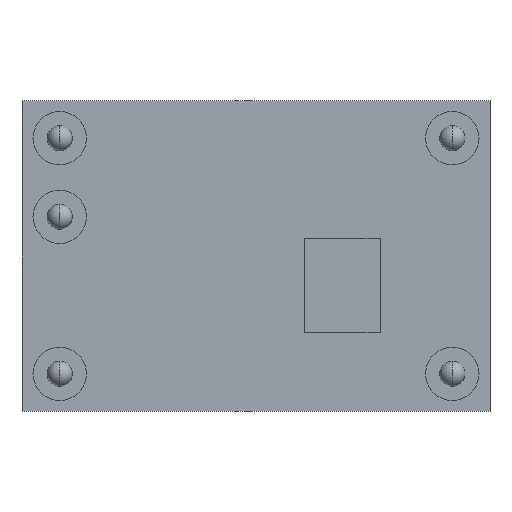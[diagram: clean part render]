
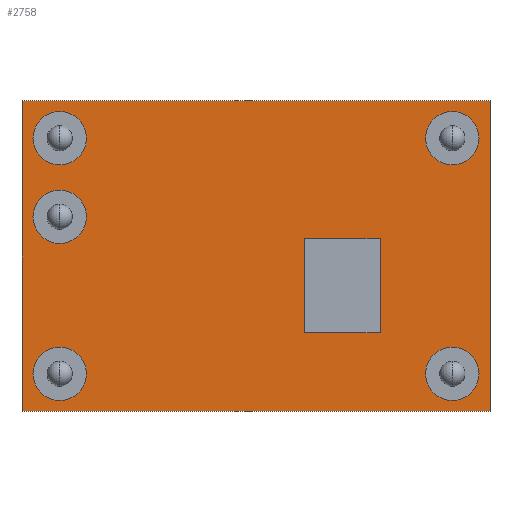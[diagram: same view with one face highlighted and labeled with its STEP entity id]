
A CAD part, front view. The second image highlights one B-rep face of the part: STEP entity #2758.
In plain terms, the highlighted planar face has unit normal (0, -1, 0).
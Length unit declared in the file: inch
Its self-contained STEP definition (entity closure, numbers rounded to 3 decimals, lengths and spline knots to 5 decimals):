
#9 = CARTESIAN_POINT ( 'NONE',  ( -0.3125, 0.06, 0.1875 ) ) ;
#13 = DIRECTION ( 'NONE',  ( 0., 0., 1. ) ) ;
#16 = DIRECTION ( 'NONE',  ( 0., 1., 0. ) ) ;
#29 = VERTEX_POINT ( 'NONE', #2769 ) ;
#54 = EDGE_CURVE ( 'NONE', #29, #820, #3383, .T. ) ;
#67 = CARTESIAN_POINT ( 'NONE',  ( -0.3125, 0.06, 0.165 ) ) ;
#73 = VECTOR ( 'NONE', #3712, 39.37008 ) ;
#78 = EDGE_LOOP ( 'NONE', ( #3599, #3737 ) ) ;
#97 = CARTESIAN_POINT ( 'NONE',  ( -0.3725, 0.06, -0.2475 ) ) ;
#109 = CARTESIAN_POINT ( 'NONE',  ( -0.3125, 0.06, -0.1875 ) ) ;
#140 = VERTEX_POINT ( 'NONE', #3421 ) ;
#223 = LINE ( 'NONE', #1627, #1638 ) ;
#236 = ORIENTED_EDGE ( 'NONE', *, *, #1479, .T. ) ;
#306 = CIRCLE ( 'NONE', #327, 0.0225 ) ;
#324 = DIRECTION ( 'NONE',  ( 0., -1., 0. ) ) ;
#327 = AXIS2_PLACEMENT_3D ( 'NONE', #9, #880, #1185 ) ;
#350 = EDGE_CURVE ( 'NONE', #356, #29, #767, .T. ) ;
#351 = CARTESIAN_POINT ( 'NONE',  ( -0.3125, 0.06, 0.04 ) ) ;
#354 = DIRECTION ( 'NONE',  ( 0., 0., 1. ) ) ;
#356 = VERTEX_POINT ( 'NONE', #97 ) ;
#375 = AXIS2_PLACEMENT_3D ( 'NONE', #580, #836, #1146 ) ;
#379 = AXIS2_PLACEMENT_3D ( 'NONE', #2913, #892, #1158 ) ;
#496 = EDGE_LOOP ( 'NONE', ( #3699, #2574 ) ) ;
#534 = DIRECTION ( 'NONE',  ( 0., 1., 0. ) ) ;
#566 = CIRCLE ( 'NONE', #696, 0.0225 ) ;
#580 = CARTESIAN_POINT ( 'NONE',  ( 0.3125, 0.06, -0.1875 ) ) ;
#637 = ORIENTED_EDGE ( 'NONE', *, *, #3020, .T. ) ;
#696 = AXIS2_PLACEMENT_3D ( 'NONE', #735, #1050, #1056 ) ;
#712 = ORIENTED_EDGE ( 'NONE', *, *, #350, .F. ) ;
#735 = CARTESIAN_POINT ( 'NONE',  ( -0.3125, 0.06, 0.1875 ) ) ;
#767 = LINE ( 'NONE', #998, #992 ) ;
#820 = VERTEX_POINT ( 'NONE', #3307 ) ;
#836 = DIRECTION ( 'NONE',  ( 0., 1., 0. ) ) ;
#841 = VERTEX_POINT ( 'NONE', #1047 ) ;
#850 = CIRCLE ( 'NONE', #3413, 0.0225 ) ;
#870 = EDGE_CURVE ( 'NONE', #1587, #356, #223, .T. ) ;
#880 = DIRECTION ( 'NONE',  ( 0., 1., 0. ) ) ;
#892 = DIRECTION ( 'NONE',  ( 0., 1., 0. ) ) ;
#987 = AXIS2_PLACEMENT_3D ( 'NONE', #2081, #3533, #354 ) ;
#992 = VECTOR ( 'NONE', #3620, 39.37008 ) ;
#997 = ORIENTED_EDGE ( 'NONE', *, *, #3549, .T. ) ;
#998 = CARTESIAN_POINT ( 'NONE',  ( -0.3725, 0.06, 0.2475 ) ) ;
#1047 = CARTESIAN_POINT ( 'NONE',  ( -0.3125, 0.06, -0.21 ) ) ;
#1050 = DIRECTION ( 'NONE',  ( 0., 1., 0. ) ) ;
#1056 = DIRECTION ( 'NONE',  ( 0., 0., 1. ) ) ;
#1120 = ORIENTED_EDGE ( 'NONE', *, *, #54, .F. ) ;
#1146 = DIRECTION ( 'NONE',  ( 0., 0., 1. ) ) ;
#1158 = DIRECTION ( 'NONE',  ( 0., 0., 1. ) ) ;
#1185 = DIRECTION ( 'NONE',  ( 0., 0., 1. ) ) ;
#1295 = CIRCLE ( 'NONE', #1534, 0.0225 ) ;
#1327 = EDGE_CURVE ( 'NONE', #820, #1587, #1811, .T. ) ;
#1418 = CARTESIAN_POINT ( 'NONE',  ( 0.3125, 0.06, 0.165 ) ) ;
#1438 = VERTEX_POINT ( 'NONE', #1700 ) ;
#1451 = VERTEX_POINT ( 'NONE', #1418 ) ;
#1479 = EDGE_CURVE ( 'NONE', #2260, #3464, #306, .T. ) ;
#1507 = EDGE_CURVE ( 'NONE', #3577, #1451, #1295, .T. ) ;
#1534 = AXIS2_PLACEMENT_3D ( 'NONE', #2924, #16, #3254 ) ;
#1562 = CARTESIAN_POINT ( 'NONE',  ( 0.3125, 0.06, 0.21 ) ) ;
#1587 = VERTEX_POINT ( 'NONE', #3596 ) ;
#1592 = ORIENTED_EDGE ( 'NONE', *, *, #870, .F. ) ;
#1595 = EDGE_LOOP ( 'NONE', ( #3527, #3056 ) ) ;
#1627 = CARTESIAN_POINT ( 'NONE',  ( -0.3725, 0.06, -0.2475 ) ) ;
#1638 = VECTOR ( 'NONE', #2244, 39.37008 ) ;
#1641 = CARTESIAN_POINT ( 'NONE',  ( -0.3125, 0.06, 0.21 ) ) ;
#1658 = VECTOR ( 'NONE', #1898, 39.37008 ) ;
#1661 = FACE_BOUND ( 'NONE', #2789, .T. ) ;
#1687 = EDGE_CURVE ( 'NONE', #1438, #2697, #3138, .T. ) ;
#1700 = CARTESIAN_POINT ( 'NONE',  ( 0.3125, 0.06, -0.21 ) ) ;
#1811 = LINE ( 'NONE', #3416, #73 ) ;
#1838 = DIRECTION ( 'NONE',  ( 0., 1., 0. ) ) ;
#1898 = DIRECTION ( 'NONE',  ( 1., 0., 0. ) ) ;
#1939 = CIRCLE ( 'NONE', #375, 0.0225 ) ;
#2032 = CIRCLE ( 'NONE', #987, 0.0225 ) ;
#2062 = PLANE ( 'NONE',  #3343 ) ;
#2081 = CARTESIAN_POINT ( 'NONE',  ( -0.3125, 0.06, -0.1875 ) ) ;
#2118 = DIRECTION ( 'NONE',  ( 0., 0., 1. ) ) ;
#2244 = DIRECTION ( 'NONE',  ( -1., 0., 0. ) ) ;
#2249 = EDGE_CURVE ( 'NONE', #2697, #1438, #1939, .T. ) ;
#2260 = VERTEX_POINT ( 'NONE', #1641 ) ;
#2337 = AXIS2_PLACEMENT_3D ( 'NONE', #3124, #534, #13 ) ;
#2338 = EDGE_CURVE ( 'NONE', #140, #841, #2032, .T. ) ;
#2370 = EDGE_CURVE ( 'NONE', #841, #140, #3763, .T. ) ;
#2386 = FACE_OUTER_BOUND ( 'NONE', #2894, .T. ) ;
#2425 = FACE_BOUND ( 'NONE', #1595, .T. ) ;
#2427 = DIRECTION ( 'NONE',  ( 0., 0., 1. ) ) ;
#2447 = ORIENTED_EDGE ( 'NONE', *, *, #1507, .T. ) ;
#2469 = CARTESIAN_POINT ( 'NONE',  ( 0.3125, 0.06, 0.1875 ) ) ;
#2474 = CARTESIAN_POINT ( 'NONE',  ( -0.3125, 0.06, 0.085 ) ) ;
#2574 = ORIENTED_EDGE ( 'NONE', *, *, #2249, .T. ) ;
#2667 = FACE_BOUND ( 'NONE', #2849, .T. ) ;
#2697 = VERTEX_POINT ( 'NONE', #3117 ) ;
#2704 = CIRCLE ( 'NONE', #2337, 0.0225 ) ;
#2758 = ADVANCED_FACE ( 'NONE', ( #1661, #3214, #2386, #3708, #2425, #2667 ), #2062, .T. ) ;
#2769 = CARTESIAN_POINT ( 'NONE',  ( -0.3725, 0.06, 0.2475 ) ) ;
#2789 = EDGE_LOOP ( 'NONE', ( #997, #2447 ) ) ;
#2822 = VERTEX_POINT ( 'NONE', #351 ) ;
#2849 = EDGE_LOOP ( 'NONE', ( #637, #236 ) ) ;
#2894 = EDGE_LOOP ( 'NONE', ( #3644, #1120, #712, #1592 ) ) ;
#2913 = CARTESIAN_POINT ( 'NONE',  ( 0.3125, 0.06, -0.1875 ) ) ;
#2924 = CARTESIAN_POINT ( 'NONE',  ( 0.3125, 0.06, 0.1875 ) ) ;
#2944 = AXIS2_PLACEMENT_3D ( 'NONE', #109, #3297, #2118 ) ;
#3006 = CARTESIAN_POINT ( 'NONE',  ( -0.3125, 0.06, 0.0625 ) ) ;
#3020 = EDGE_CURVE ( 'NONE', #3464, #2260, #566, .T. ) ;
#3056 = ORIENTED_EDGE ( 'NONE', *, *, #3505, .T. ) ;
#3117 = CARTESIAN_POINT ( 'NONE',  ( 0.3125, 0.06, -0.165 ) ) ;
#3124 = CARTESIAN_POINT ( 'NONE',  ( -0.3125, 0.06, 0.0625 ) ) ;
#3138 = CIRCLE ( 'NONE', #379, 0.0225 ) ;
#3176 = AXIS2_PLACEMENT_3D ( 'NONE', #3006, #3289, #2427 ) ;
#3214 = FACE_BOUND ( 'NONE', #496, .T. ) ;
#3249 = EDGE_CURVE ( 'NONE', #2822, #3270, #2704, .T. ) ;
#3254 = DIRECTION ( 'NONE',  ( 0., 0., 1. ) ) ;
#3270 = VERTEX_POINT ( 'NONE', #2474 ) ;
#3285 = CARTESIAN_POINT ( 'NONE',  ( 0., 0.06, 0. ) ) ;
#3289 = DIRECTION ( 'NONE',  ( 0., 1., 0. ) ) ;
#3297 = DIRECTION ( 'NONE',  ( 0., 1., 0. ) ) ;
#3307 = CARTESIAN_POINT ( 'NONE',  ( 0.3725, 0.06, 0.2475 ) ) ;
#3343 = AXIS2_PLACEMENT_3D ( 'NONE', #3285, #324, #3517 ) ;
#3359 = CIRCLE ( 'NONE', #3176, 0.0225 ) ;
#3383 = LINE ( 'NONE', #3658, #1658 ) ;
#3413 = AXIS2_PLACEMENT_3D ( 'NONE', #2469, #1838, #3618 ) ;
#3416 = CARTESIAN_POINT ( 'NONE',  ( 0.3725, 0.06, 0.2475 ) ) ;
#3421 = CARTESIAN_POINT ( 'NONE',  ( -0.3125, 0.06, -0.165 ) ) ;
#3464 = VERTEX_POINT ( 'NONE', #67 ) ;
#3505 = EDGE_CURVE ( 'NONE', #3270, #2822, #3359, .T. ) ;
#3517 = DIRECTION ( 'NONE',  ( 0., 0., -1. ) ) ;
#3527 = ORIENTED_EDGE ( 'NONE', *, *, #3249, .T. ) ;
#3533 = DIRECTION ( 'NONE',  ( 0., 1., 0. ) ) ;
#3549 = EDGE_CURVE ( 'NONE', #1451, #3577, #850, .T. ) ;
#3577 = VERTEX_POINT ( 'NONE', #1562 ) ;
#3596 = CARTESIAN_POINT ( 'NONE',  ( 0.3725, 0.06, -0.2475 ) ) ;
#3599 = ORIENTED_EDGE ( 'NONE', *, *, #2370, .T. ) ;
#3618 = DIRECTION ( 'NONE',  ( 0., 0., 1. ) ) ;
#3620 = DIRECTION ( 'NONE',  ( 0., 0., 1. ) ) ;
#3644 = ORIENTED_EDGE ( 'NONE', *, *, #1327, .F. ) ;
#3658 = CARTESIAN_POINT ( 'NONE',  ( -0.3725, 0.06, 0.2475 ) ) ;
#3699 = ORIENTED_EDGE ( 'NONE', *, *, #1687, .T. ) ;
#3708 = FACE_BOUND ( 'NONE', #78, .T. ) ;
#3712 = DIRECTION ( 'NONE',  ( 0., 0., -1. ) ) ;
#3737 = ORIENTED_EDGE ( 'NONE', *, *, #2338, .T. ) ;
#3763 = CIRCLE ( 'NONE', #2944, 0.0225 ) ;
